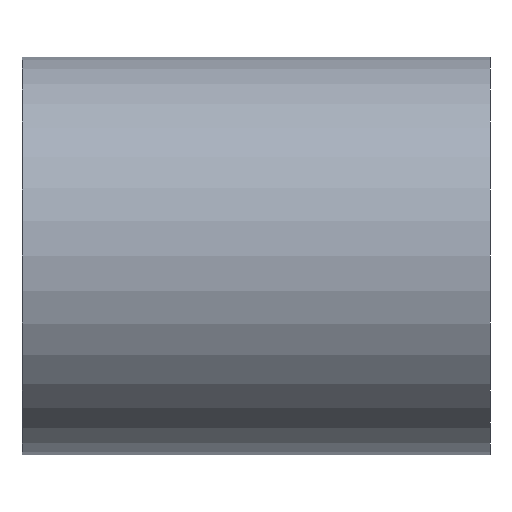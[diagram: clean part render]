
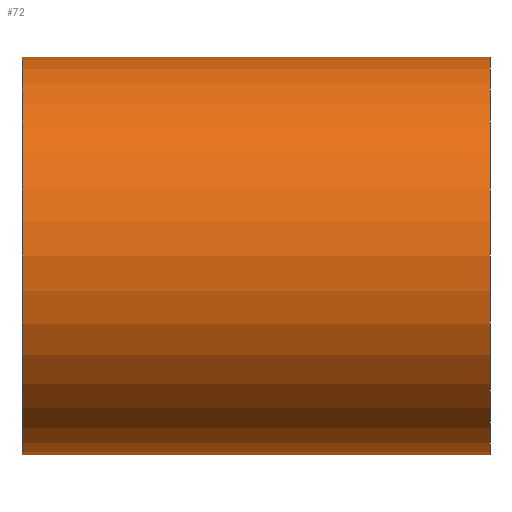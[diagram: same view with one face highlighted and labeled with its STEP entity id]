
A CAD part, left-side view. The second image highlights one B-rep face of the part: STEP entity #72.
In plain terms, the highlighted cylindrical face has radius 4.25 mm (diameter 8.5 mm), a partial arc.
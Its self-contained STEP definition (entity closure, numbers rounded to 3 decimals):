
#8 = CIRCLE ( 'NONE', #142, 4.25 ) ;
#9 = VERTEX_POINT ( 'NONE', #43 ) ;
#10 = VERTEX_POINT ( 'NONE', #92 ) ;
#14 = EDGE_CURVE ( 'NONE', #127, #9, #182, .T. ) ;
#39 = FACE_OUTER_BOUND ( 'NONE', #167, .T. ) ;
#43 = CARTESIAN_POINT ( 'NONE',  ( 0., 0., 4.25 ) ) ;
#47 = EDGE_CURVE ( 'NONE', #87, #127, #8, .T. ) ;
#51 = CARTESIAN_POINT ( 'NONE',  ( 0., 10., -4.25 ) ) ;
#62 = DIRECTION ( 'NONE',  ( 0., 1., 0. ) ) ;
#66 = VECTOR ( 'NONE', #186, 1000. ) ;
#67 = CARTESIAN_POINT ( 'NONE',  ( 0., 10., 0. ) ) ;
#71 = VECTOR ( 'NONE', #194, 1000. ) ;
#72 = ADVANCED_FACE ( 'NONE', ( #39 ), #220, .T. ) ;
#80 = CIRCLE ( 'NONE', #100, 4.25 ) ;
#82 = DIRECTION ( 'NONE',  ( 0., 0., -1. ) ) ;
#83 = CARTESIAN_POINT ( 'NONE',  ( 0., 0., 0. ) ) ;
#84 = CARTESIAN_POINT ( 'NONE',  ( 0., 10., 4.25 ) ) ;
#87 = VERTEX_POINT ( 'NONE', #199 ) ;
#88 = EDGE_CURVE ( 'NONE', #87, #10, #184, .T. ) ;
#92 = CARTESIAN_POINT ( 'NONE',  ( 0., 0., -4.25 ) ) ;
#95 = AXIS2_PLACEMENT_3D ( 'NONE', #67, #219, #82 ) ;
#100 = AXIS2_PLACEMENT_3D ( 'NONE', #83, #122, #136 ) ;
#104 = DIRECTION ( 'NONE',  ( 0., 0., 1. ) ) ;
#122 = DIRECTION ( 'NONE',  ( 0., 1., 0. ) ) ;
#127 = VERTEX_POINT ( 'NONE', #84 ) ;
#136 = DIRECTION ( 'NONE',  ( 0., 0., 1. ) ) ;
#142 = AXIS2_PLACEMENT_3D ( 'NONE', #175, #62, #104 ) ;
#143 = ORIENTED_EDGE ( 'NONE', *, *, #192, .T. ) ;
#160 = ORIENTED_EDGE ( 'NONE', *, *, #14, .F. ) ;
#163 = CARTESIAN_POINT ( 'NONE',  ( 0., 10., 4.25 ) ) ;
#167 = EDGE_LOOP ( 'NONE', ( #160, #177, #181, #143 ) ) ;
#175 = CARTESIAN_POINT ( 'NONE',  ( 0., 10., 0. ) ) ;
#177 = ORIENTED_EDGE ( 'NONE', *, *, #47, .F. ) ;
#181 = ORIENTED_EDGE ( 'NONE', *, *, #88, .T. ) ;
#182 = LINE ( 'NONE', #163, #71 ) ;
#184 = LINE ( 'NONE', #51, #66 ) ;
#186 = DIRECTION ( 'NONE',  ( 0., -1., 0. ) ) ;
#192 = EDGE_CURVE ( 'NONE', #10, #9, #80, .T. ) ;
#194 = DIRECTION ( 'NONE',  ( 0., -1., 0. ) ) ;
#199 = CARTESIAN_POINT ( 'NONE',  ( 0., 10., -4.25 ) ) ;
#219 = DIRECTION ( 'NONE',  ( 0., -1., 0. ) ) ;
#220 = CYLINDRICAL_SURFACE ( 'NONE', #95, 4.25 ) ;
